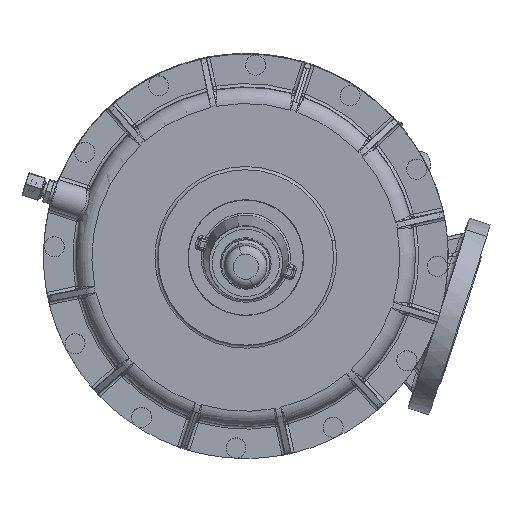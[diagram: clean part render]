
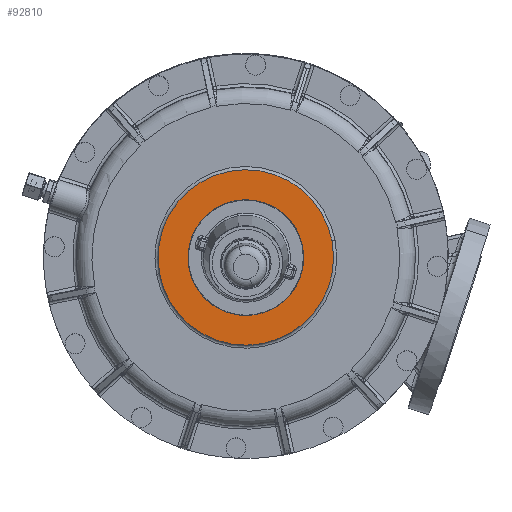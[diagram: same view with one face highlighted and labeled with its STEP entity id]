
A CAD part, top view. The second image highlights one B-rep face of the part: STEP entity #92810.
In plain terms, the highlighted face is planar.
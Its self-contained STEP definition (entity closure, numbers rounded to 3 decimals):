
#90116=CARTESIAN_POINT('Vertex',(73.278,40.032,221.)) ;
#90119=CARTESIAN_POINT('Axis2P3D Location',(0.,0.,221.)) ;
#90123=CARTESIAN_POINT('Vertex',(-73.278,-40.032,221.)) ;
#90143=CARTESIAN_POINT('Axis2P3D Location',(0.,0.,221.)) ;
#92775=CARTESIAN_POINT('Axis2P3D Location',(83.5,0.,221.)) ;
#92784=CARTESIAN_POINT('Axis2P3D Location',(0.,0.,221.)) ;
#92788=CARTESIAN_POINT('Vertex',(26.129,-47.828,221.)) ;
#92790=CARTESIAN_POINT('Vertex',(-26.129,47.828,221.)) ;
#92793=CARTESIAN_POINT('Axis2P3D Location',(0.,0.,221.)) ;
#92797=CARTESIAN_POINT('Vertex',(20.212,-50.613,221.)) ;
#92800=CARTESIAN_POINT('Axis2P3D Location',(0.,0.,221.)) ;
#90120=DIRECTION('Axis2P3D Direction',(0.,0.,1.)) ;
#90144=DIRECTION('Axis2P3D Direction',(0.,-0.,1.)) ;
#92776=DIRECTION('Axis2P3D Direction',(-0.,0.,1.)) ;
#92777=DIRECTION('Axis2P3D XDirection',(1.,0.,0.)) ;
#92785=DIRECTION('Axis2P3D Direction',(-0.,0.,1.)) ;
#92794=DIRECTION('Axis2P3D Direction',(-0.,0.,1.)) ;
#92801=DIRECTION('Axis2P3D Direction',(-0.,0.,1.)) ;
#90121=AXIS2_PLACEMENT_3D('Circle Axis2P3D',#90119,#90120,$) ;
#90145=AXIS2_PLACEMENT_3D('Circle Axis2P3D',#90143,#90144,$) ;
#92778=AXIS2_PLACEMENT_3D('Plane Axis2P3D',#92775,#92776,#92777) ;
#92786=AXIS2_PLACEMENT_3D('Circle Axis2P3D',#92784,#92785,$) ;
#92795=AXIS2_PLACEMENT_3D('Circle Axis2P3D',#92793,#92794,$) ;
#92802=AXIS2_PLACEMENT_3D('Circle Axis2P3D',#92800,#92801,$) ;
#92781=ORIENTED_EDGE('',*,*,#90125,.T.) ;
#92782=ORIENTED_EDGE('',*,*,#90147,.T.) ;
#92806=ORIENTED_EDGE('',*,*,#92792,.F.) ;
#92807=ORIENTED_EDGE('',*,*,#92799,.F.) ;
#92808=ORIENTED_EDGE('',*,*,#92804,.F.) ;
#92809=FACE_BOUND('',#92805,.T.) ;
#92810=ADVANCED_FACE('Brep With Voids',(#92783,#92809),#92779,.T.) ;
#90122=CIRCLE('generated circle',#90121,83.5) ;
#90146=CIRCLE('generated circle',#90145,83.5) ;
#92787=CIRCLE('generated circle',#92786,54.5) ;
#92796=CIRCLE('generated circle',#92795,54.5) ;
#92803=CIRCLE('generated circle',#92802,54.5) ;
#90125=EDGE_CURVE('',#90124,#90117,#90122,.T.) ;
#90147=EDGE_CURVE('',#90117,#90124,#90146,.T.) ;
#92792=EDGE_CURVE('',#92789,#92791,#92787,.T.) ;
#92799=EDGE_CURVE('',#92798,#92789,#92796,.T.) ;
#92804=EDGE_CURVE('',#92791,#92798,#92803,.T.) ;
#92780=EDGE_LOOP('',(#92781,#92782)) ;
#92805=EDGE_LOOP('',(#92806,#92807,#92808)) ;
#92783=FACE_OUTER_BOUND('',#92780,.T.) ;
#92779=PLANE('',#92778) ;
#90117=VERTEX_POINT('',#90116) ;
#90124=VERTEX_POINT('',#90123) ;
#92789=VERTEX_POINT('',#92788) ;
#92791=VERTEX_POINT('',#92790) ;
#92798=VERTEX_POINT('',#92797) ;
